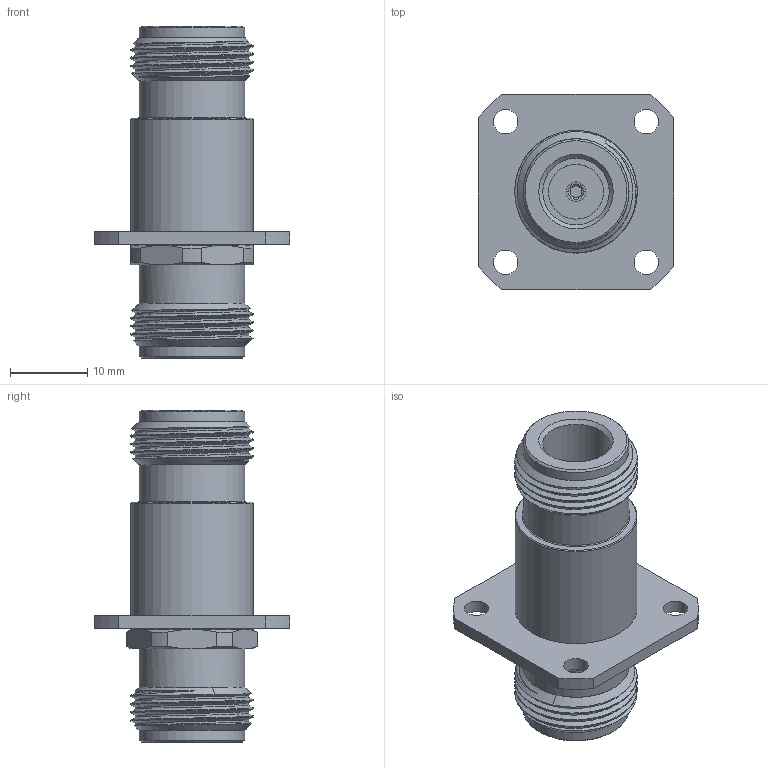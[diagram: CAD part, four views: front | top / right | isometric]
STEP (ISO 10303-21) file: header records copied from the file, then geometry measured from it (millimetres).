
FILE_DESCRIPTION (( 'STEP AP203' ), '1' );
FILE_NAME ('PE9429_3D.step', '2021-02-24T15:37:48', ( '' ), ( '' ), 'SwSTEP 2.0', 'SolidWorks 2018', '' );
FILE_SCHEMA (( 'CONFIG_CONTROL_DESIGN' ));
Length unit declared in the file: inch
Products named in the file (1): PE9429_3D
Bounding box: 25.4 x 25.4 x 43.05 mm (x, y, z)
Volume: 7184 mm3; surface area: 4513.7 mm2
Topology: 1 solids, 1 shells, 135 faces, 334 edges, 216 vertices
Faces by surface type: plane 51, cylinder 45, cone 32, bspline 6, torus 1
Full cylindrical faces by diameter (mm): 1.524 x2, 2.54 x2, 3.175 x4, 6.985 x1, 7.112 x1, 8.636 x1, 13.716 x5, 15.875 x1
Entity records: 7359 total; most frequent: CARTESIAN_POINT 4438, ORIENTED_EDGE 598, DIRECTION 538, EDGE_CURVE 299, AXIS2_PLACEMENT_3D 234, VERTEX_POINT 209, EDGE_LOOP 184, FACE_OUTER_BOUND 152
